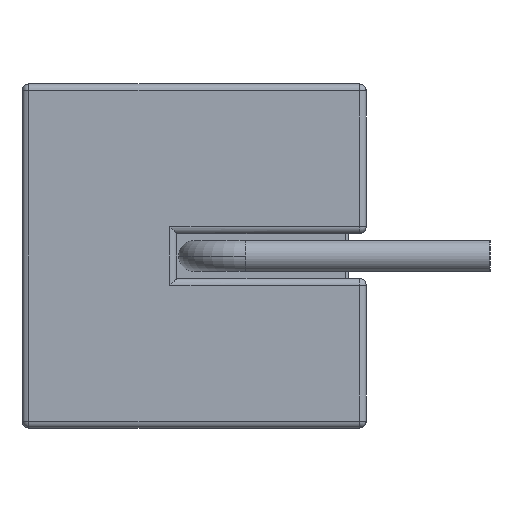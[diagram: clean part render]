
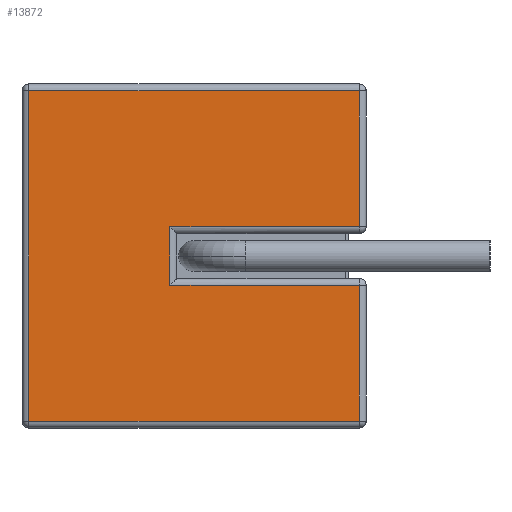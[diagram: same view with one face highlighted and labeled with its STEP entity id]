
A CAD part, left-side view. The second image highlights one B-rep face of the part: STEP entity #13872.
In plain terms, the highlighted planar face has unit normal (-1, 0, 0).
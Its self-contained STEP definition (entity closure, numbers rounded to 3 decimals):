
#102 = AXIS2_PLACEMENT_3D ( 'NONE', #6513, #16795, #17169 ) ;
#449 = CARTESIAN_POINT ( 'NONE',  ( -11., 0.2, -0.85 ) ) ;
#528 = VERTEX_POINT ( 'NONE', #14695 ) ;
#627 = VERTEX_POINT ( 'NONE', #17288 ) ;
#1723 = LINE ( 'NONE', #13942, #9130 ) ;
#2055 = VERTEX_POINT ( 'NONE', #8723 ) ;
#2111 = EDGE_CURVE ( 'NONE', #627, #18396, #8775, .T. ) ;
#2199 = VECTOR ( 'NONE', #7228, 1000. ) ;
#2204 = CARTESIAN_POINT ( 'NONE',  ( -11., 9.8, 4.8 ) ) ;
#2744 = LINE ( 'NONE', #16287, #2199 ) ;
#2908 = EDGE_CURVE ( 'NONE', #14015, #528, #6626, .T. ) ;
#3067 = PLANE ( 'NONE',  #102 ) ;
#3182 = ORIENTED_EDGE ( 'NONE', *, *, #14475, .T. ) ;
#3378 = EDGE_LOOP ( 'NONE', ( #10881, #9458, #18886, #10309, #14289, #3182, #14736, #6780 ) ) ;
#4076 = VERTEX_POINT ( 'NONE', #14974 ) ;
#4310 = EDGE_CURVE ( 'NONE', #8605, #8458, #6489, .T. ) ;
#4530 = CARTESIAN_POINT ( 'NONE',  ( -11., 0.2, 0.85 ) ) ;
#4556 = CARTESIAN_POINT ( 'NONE',  ( -11., 5.7, -5. ) ) ;
#5339 = CARTESIAN_POINT ( 'NONE',  ( -11., 10., -0.85 ) ) ;
#6489 = LINE ( 'NONE', #12953, #7855 ) ;
#6513 = CARTESIAN_POINT ( 'NONE',  ( -11., 10., -5. ) ) ;
#6626 = LINE ( 'NONE', #5339, #9655 ) ;
#6780 = ORIENTED_EDGE ( 'NONE', *, *, #2908, .T. ) ;
#7197 = CARTESIAN_POINT ( 'NONE',  ( -11., 10., 4.8 ) ) ;
#7228 = DIRECTION ( 'NONE',  ( 0., 0., 1. ) ) ;
#7446 = FACE_OUTER_BOUND ( 'NONE', #3378, .T. ) ;
#7506 = EDGE_CURVE ( 'NONE', #2055, #14015, #13670, .T. ) ;
#7855 = VECTOR ( 'NONE', #9746, 1000. ) ;
#8458 = VERTEX_POINT ( 'NONE', #4530 ) ;
#8605 = VERTEX_POINT ( 'NONE', #9070 ) ;
#8723 = CARTESIAN_POINT ( 'NONE',  ( -11., 0.2, -4.8 ) ) ;
#8775 = LINE ( 'NONE', #7197, #11390 ) ;
#9070 = CARTESIAN_POINT ( 'NONE',  ( -11., 5.7, 0.85 ) ) ;
#9130 = VECTOR ( 'NONE', #12137, 1000. ) ;
#9175 = CARTESIAN_POINT ( 'NONE',  ( -11., 0.2, -5. ) ) ;
#9458 = ORIENTED_EDGE ( 'NONE', *, *, #4310, .T. ) ;
#9655 = VECTOR ( 'NONE', #17378, 1000. ) ;
#9746 = DIRECTION ( 'NONE',  ( 0., -1., 0. ) ) ;
#10265 = LINE ( 'NONE', #4556, #12106 ) ;
#10309 = ORIENTED_EDGE ( 'NONE', *, *, #2111, .T. ) ;
#10881 = ORIENTED_EDGE ( 'NONE', *, *, #17569, .T. ) ;
#11356 = DIRECTION ( 'NONE',  ( 0., 1., 0. ) ) ;
#11390 = VECTOR ( 'NONE', #11356, 1000. ) ;
#11786 = VECTOR ( 'NONE', #18598, 1000. ) ;
#11873 = DIRECTION ( 'NONE',  ( 0., 0., 1. ) ) ;
#11923 = EDGE_CURVE ( 'NONE', #18396, #4076, #14141, .T. ) ;
#12106 = VECTOR ( 'NONE', #11873, 1000. ) ;
#12137 = DIRECTION ( 'NONE',  ( 0., -1., 0. ) ) ;
#12953 = CARTESIAN_POINT ( 'NONE',  ( -11., 10., 0.85 ) ) ;
#13670 = LINE ( 'NONE', #9175, #14050 ) ;
#13775 = DIRECTION ( 'NONE',  ( 0., 0., 1. ) ) ;
#13872 = ADVANCED_FACE ( 'NONE', ( #7446 ), #3067, .F. ) ;
#13942 = CARTESIAN_POINT ( 'NONE',  ( -11., 10., -4.8 ) ) ;
#14015 = VERTEX_POINT ( 'NONE', #449 ) ;
#14050 = VECTOR ( 'NONE', #13775, 1000. ) ;
#14141 = LINE ( 'NONE', #18416, #11786 ) ;
#14289 = ORIENTED_EDGE ( 'NONE', *, *, #11923, .T. ) ;
#14475 = EDGE_CURVE ( 'NONE', #4076, #2055, #1723, .T. ) ;
#14695 = CARTESIAN_POINT ( 'NONE',  ( -11., 5.7, -0.85 ) ) ;
#14736 = ORIENTED_EDGE ( 'NONE', *, *, #7506, .T. ) ;
#14974 = CARTESIAN_POINT ( 'NONE',  ( -11., 9.8, -4.8 ) ) ;
#15713 = EDGE_CURVE ( 'NONE', #8458, #627, #2744, .T. ) ;
#16287 = CARTESIAN_POINT ( 'NONE',  ( -11., 0.2, -5. ) ) ;
#16795 = DIRECTION ( 'NONE',  ( 1., 0., 0. ) ) ;
#17169 = DIRECTION ( 'NONE',  ( 0., 0., -1. ) ) ;
#17288 = CARTESIAN_POINT ( 'NONE',  ( -11., 0.2, 4.8 ) ) ;
#17378 = DIRECTION ( 'NONE',  ( 0., 1., 0. ) ) ;
#17569 = EDGE_CURVE ( 'NONE', #528, #8605, #10265, .T. ) ;
#18396 = VERTEX_POINT ( 'NONE', #2204 ) ;
#18416 = CARTESIAN_POINT ( 'NONE',  ( -11., 9.8, -5. ) ) ;
#18598 = DIRECTION ( 'NONE',  ( 0., 0., -1. ) ) ;
#18886 = ORIENTED_EDGE ( 'NONE', *, *, #15713, .T. ) ;
